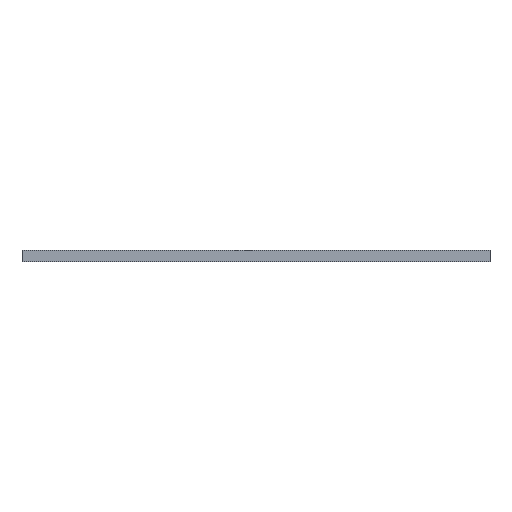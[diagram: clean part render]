
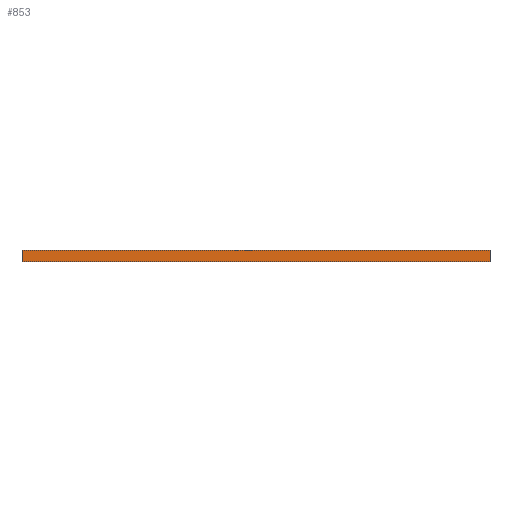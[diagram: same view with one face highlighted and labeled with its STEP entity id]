
A CAD part, front view. The second image highlights one B-rep face of the part: STEP entity #853.
In plain terms, the highlighted planar face has unit normal (0, -1, 0).
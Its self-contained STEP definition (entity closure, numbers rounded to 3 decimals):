
#189=FACE_OUTER_BOUND('',#229,.T.);
#229=EDGE_LOOP('',(#619,#620,#621,#622));
#337=LINE('',#1290,#383);
#338=LINE('',#1292,#384);
#339=LINE('',#1294,#385);
#340=LINE('',#1295,#386);
#383=VECTOR('',#1023,1.);
#384=VECTOR('',#1024,1.);
#385=VECTOR('',#1025,1.);
#386=VECTOR('',#1026,1.);
#429=VERTEX_POINT('',#1288);
#430=VERTEX_POINT('',#1289);
#431=VERTEX_POINT('',#1291);
#432=VERTEX_POINT('',#1293);
#505=EDGE_CURVE('',#429,#430,#337,.T.);
#506=EDGE_CURVE('',#430,#431,#338,.T.);
#507=EDGE_CURVE('',#432,#431,#339,.T.);
#508=EDGE_CURVE('',#429,#432,#340,.T.);
#619=ORIENTED_EDGE('',*,*,#505,.T.);
#620=ORIENTED_EDGE('',*,*,#506,.T.);
#621=ORIENTED_EDGE('',*,*,#507,.F.);
#622=ORIENTED_EDGE('',*,*,#508,.F.);
#847=PLANE('',#908);
#853=ADVANCED_FACE('',(#189),#847,.T.);
#908=AXIS2_PLACEMENT_3D('',#1287,#1021,#1022);
#1021=DIRECTION('center_axis',(0.,-1.,0.));
#1022=DIRECTION('ref_axis',(-1.,0.,0.));
#1023=DIRECTION('',(0.,0.,1.));
#1024=DIRECTION('',(-1.,0.,0.));
#1025=DIRECTION('',(0.,0.,1.));
#1026=DIRECTION('',(-1.,0.,0.));
#1287=CARTESIAN_POINT('Origin',(190.8,-97.75,0.));
#1288=CARTESIAN_POINT('',(190.8,-97.75,0.));
#1289=CARTESIAN_POINT('',(190.8,-97.75,1.51));
#1290=CARTESIAN_POINT('',(190.8,-97.75,0.));
#1291=CARTESIAN_POINT('',(128.6,-97.75,1.51));
#1292=CARTESIAN_POINT('',(190.8,-97.75,1.51));
#1293=CARTESIAN_POINT('',(128.6,-97.75,0.));
#1294=CARTESIAN_POINT('',(128.6,-97.75,0.));
#1295=CARTESIAN_POINT('',(190.8,-97.75,0.));
